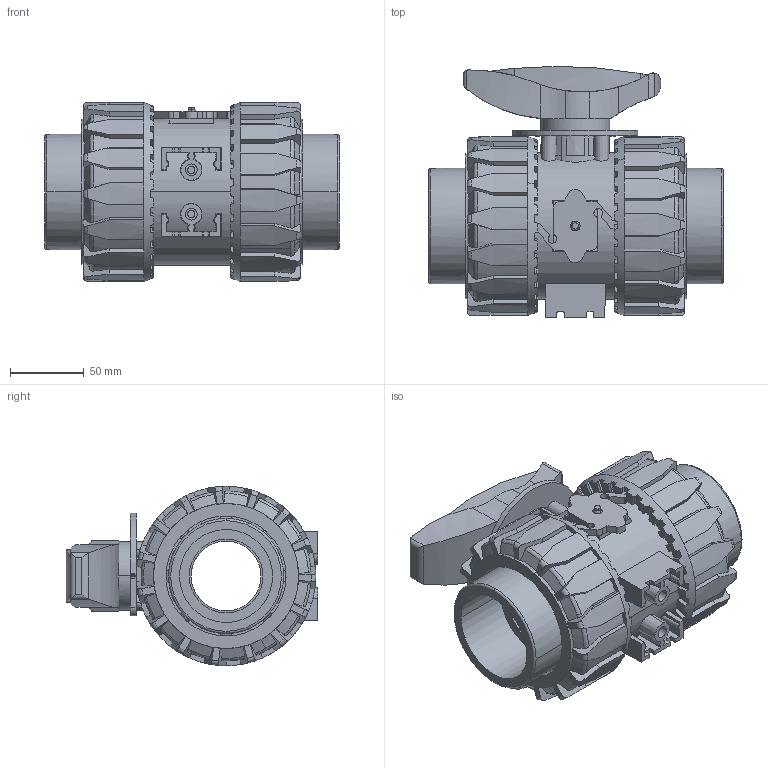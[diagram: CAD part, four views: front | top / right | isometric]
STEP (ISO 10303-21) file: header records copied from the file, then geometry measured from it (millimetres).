
FILE_DESCRIPTION(('STEP AP214'),'1');
FILE_NAME('vkrim063f.stp','2018-03-06T12:51:57',('TraceParts'),('TraceParts S.A.'),'Spatial InterOp 3D',' ',' ');
FILE_SCHEMA(('automotive_design'));
Length unit declared in the file: millimetre
Products named in the file (8): vkrim063f_1; vkrim063f_2; vkrim063f_3; vkrim063f_4; vkrim063f_5; vkrim063f_6; vkrim063f_7; vkrim063f_8
Bounding box: 199.6 x 170.14 x 121.5 mm (x, y, z)
Volume: 1386859.5 mm3; surface area: 261171.1 mm2
Topology: 8 solids, 8 shells, 1177 faces, 3315 edges, 2179 vertices
Faces by surface type: plane 774, cylinder 243, cone 90, torus 68, bspline 2
Entity records: 52541 total; most frequent: CARTESIAN_POINT 12130, ORIENTED_EDGE 6630, DIRECTION 6622, EDGE_CURVE 3315, AXIS2_PLACEMENT_3D 2545, VERTEX_POINT 2179, LINE 1532, VECTOR 1532
